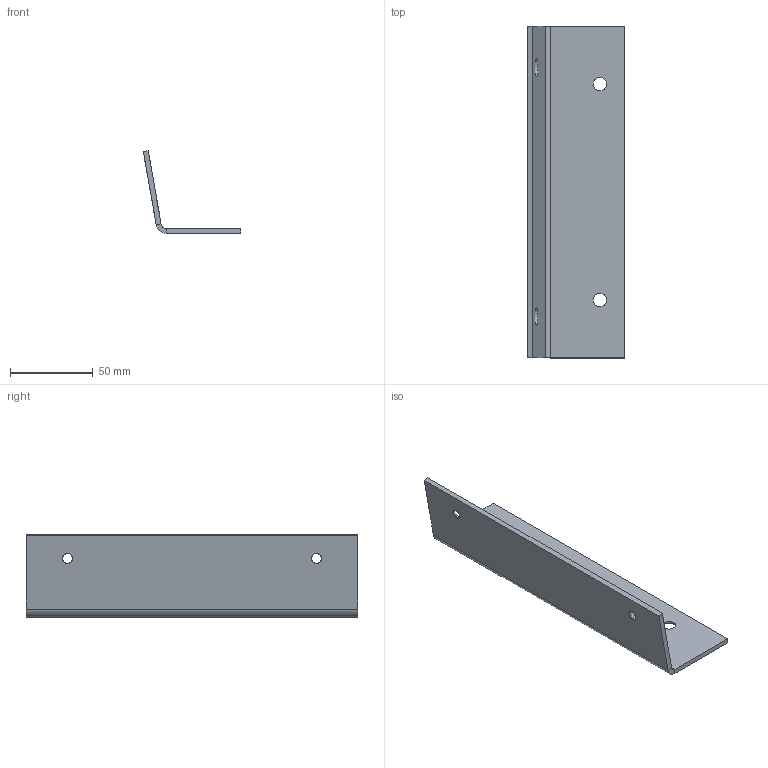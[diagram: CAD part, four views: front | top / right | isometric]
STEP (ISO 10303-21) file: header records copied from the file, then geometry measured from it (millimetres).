
FILE_DESCRIPTION(/* description */ ('STEP AP214'),/* implementation_level */ '2;1');
FILE_NAME(/* name */ '68a5ebb509647b5f457cee34',/* time_stamp */ '2025-08-20T15:37:26Z',/* author */ (''),/* organization */ (''),/* preprocessor_version */ 'ST-DEVELOPER v20',/* originating_system */ 'ONSHAPE BY PTC INC, 1.202',/* authorisation */ ' ');
FILE_SCHEMA (('AUTOMOTIVE_DESIGN {1 0 10303 214 3 1 1}'));
Length unit declared in the file: metre
Products named in the file (1): SUPPORT
Bounding box: 58.68 x 200 x 49.76 mm (x, y, z)
Volume: 56943.4 mm3; surface area: 40118.7 mm2
Topology: 1 solids, 1 shells, 22 faces, 50 edges, 30 vertices
Faces by surface type: plane 12, cylinder 6, cone 4
Full cylindrical faces by diameter (mm): 6 x2, 8 x2
Entity records: 598 total; most frequent: DIRECTION 102, CARTESIAN_POINT 91, ORIENTED_EDGE 80, EDGE_CURVE 40, AXIS2_PLACEMENT_3D 39, EDGE_LOOP 38, FACE_BOUND 38, VERTEX_POINT 28
